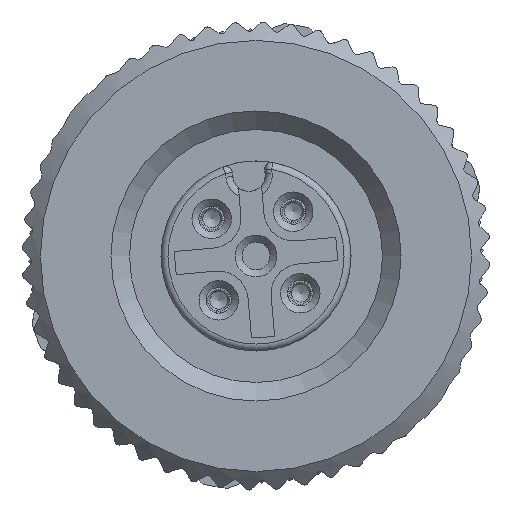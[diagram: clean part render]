
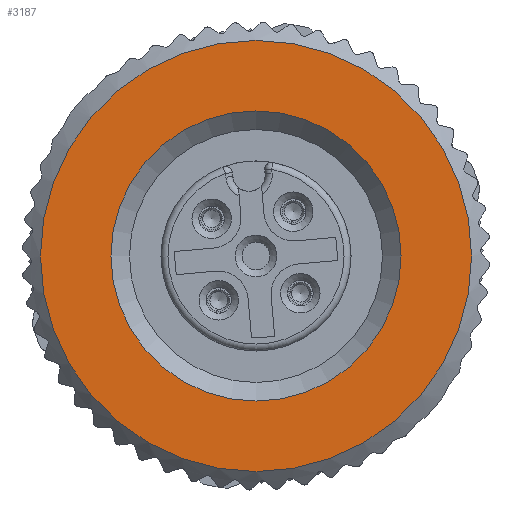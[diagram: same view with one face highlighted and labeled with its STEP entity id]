
A CAD part, left-side view. The second image highlights one B-rep face of the part: STEP entity #3187.
In plain terms, the highlighted planar face has unit normal (-1, 0, 0).
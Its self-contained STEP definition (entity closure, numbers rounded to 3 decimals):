
#878=FACE_BOUND('',#4868,.T.);
#879=FACE_BOUND('',#4869,.T.);
#3187=ADVANCED_FACE('',(#878,#879),#3722,.T.);
#3722=PLANE('',#13161);
#4868=EDGE_LOOP('',(#7583));
#4869=EDGE_LOOP('',(#7584));
#7583=ORIENTED_EDGE('',*,*,#11575,.T.);
#7584=ORIENTED_EDGE('',*,*,#11345,.T.);
#9779=VERTEX_POINT('',#21635);
#9993=VERTEX_POINT('',#22133);
#11345=EDGE_CURVE('',#9779,#9779,#12258,.T.);
#11575=EDGE_CURVE('',#9993,#9993,#12364,.T.);
#12258=CIRCLE('',#13036,9.3);
#12364=CIRCLE('',#13160,6.259);
#13036=AXIS2_PLACEMENT_3D('',#21634,#15267,#15268);
#13160=AXIS2_PLACEMENT_3D('',#22132,#15627,#15628);
#13161=AXIS2_PLACEMENT_3D('',#22134,#15629,#15630);
#15267=DIRECTION('',(-1.,0.,0.));
#15268=DIRECTION('',(0.,-0.766,-0.643));
#15627=DIRECTION('',(1.,0.,0.));
#15628=DIRECTION('',(0.,-0.766,-0.643));
#15629=DIRECTION('',(-1.,0.,0.));
#15630=DIRECTION('',(0.,0.766,0.643));
#21634=CARTESIAN_POINT('',(-15.45,0.013,-0.006));
#21635=CARTESIAN_POINT('',(-15.45,-7.111,-5.984));
#22132=CARTESIAN_POINT('',(-15.45,0.013,-0.006));
#22133=CARTESIAN_POINT('',(-15.45,-4.781,-4.029));
#22134=CARTESIAN_POINT('',(-15.45,0.013,-0.006));
